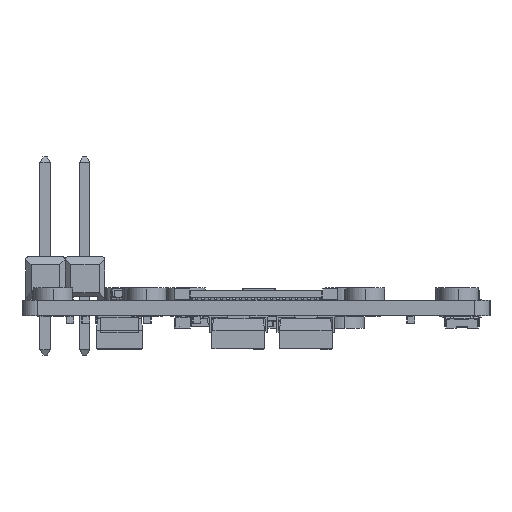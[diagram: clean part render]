
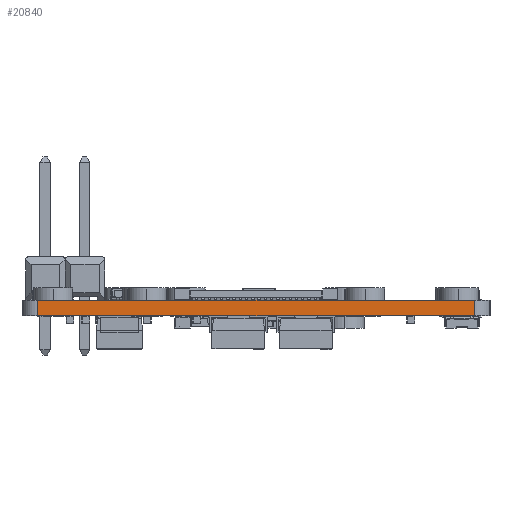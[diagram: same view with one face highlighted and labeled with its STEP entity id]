
A CAD part, left-side view. The second image highlights one B-rep face of the part: STEP entity #20840.
In plain terms, the highlighted planar face has unit normal (-1, 0, 0).
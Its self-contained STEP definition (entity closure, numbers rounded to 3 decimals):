
#13116=FACE_OUTER_BOUND($,#15978,.T.);
#15978=EDGE_LOOP($,(#29844,#29845,#29846,#29847));
#18919=PLANE($,#25278);
#20840=ADVANCED_FACE($,(#13116),#18919,.T.);
#25278=AXIS2_PLACEMENT_3D($,#82944,#68881,$);
#29844=ORIENTED_EDGE($,*,*,#44938,.T.);
#29845=ORIENTED_EDGE($,*,*,#44971,.T.);
#29846=ORIENTED_EDGE($,*,*,#44954,.F.);
#29847=ORIENTED_EDGE($,*,*,#44970,.F.);
#44938=EDGE_CURVE($,#63701,#63702,#58118,.T.);
#44954=EDGE_CURVE($,#63718,#63719,#58130,.T.);
#44970=EDGE_CURVE($,#63701,#63718,#58143,.T.);
#44971=EDGE_CURVE($,#63702,#63719,#58144,.T.);
#52536=VECTOR($,#68840,28.);
#52548=VECTOR($,#68852,28.);
#52561=VECTOR($,#68865,0.996);
#52562=VECTOR($,#68866,0.996);
#58118=LINE($,#82944,#52536);
#58130=LINE($,#82965,#52548);
#58143=LINE($,#82944,#52561);
#58144=LINE($,#82945,#52562);
#63701=VERTEX_POINT($,#82944);
#63702=VERTEX_POINT($,#82945);
#63718=VERTEX_POINT($,#82965);
#63719=VERTEX_POINT($,#82966);
#68840=DIRECTION($,(0.,1.,0.));
#68852=DIRECTION($,(0.,1.,0.));
#68865=DIRECTION($,(0.,0.,-1.));
#68866=DIRECTION($,(0.,0.,-1.));
#68881=DIRECTION($,(-1.,0.,0.));
#82944=CARTESIAN_POINT('',(0.,1.,0.));
#82945=CARTESIAN_POINT('',(0.,29.,0.));
#82965=CARTESIAN_POINT('',(0.,1.,-0.996));
#82966=CARTESIAN_POINT('',(0.,29.,-0.996));
